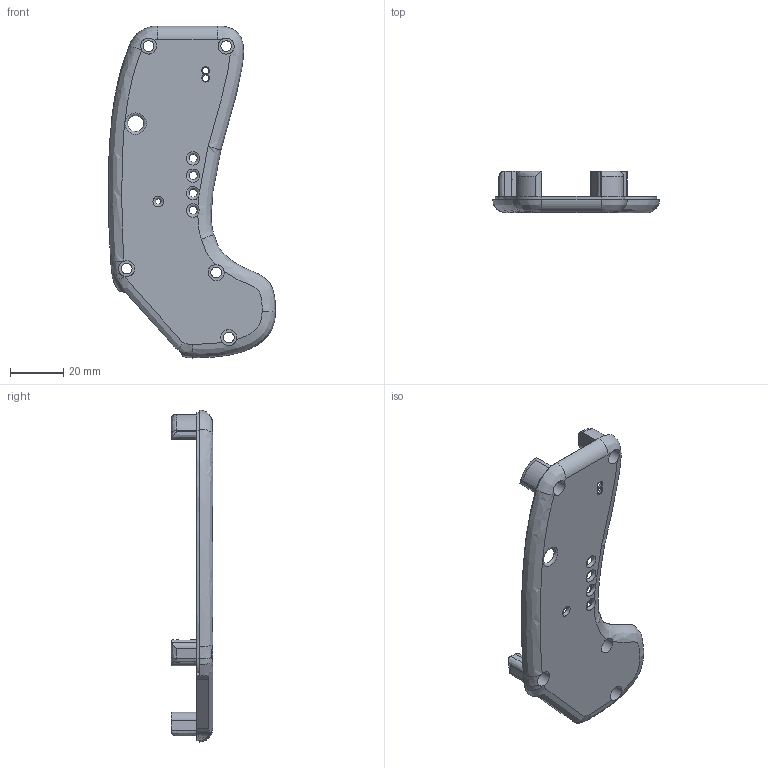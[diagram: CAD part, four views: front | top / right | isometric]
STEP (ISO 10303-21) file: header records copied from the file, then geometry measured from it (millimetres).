
FILE_DESCRIPTION(/* description */ (''),/* implementation_level */ '2;1');
FILE_NAME(/* name */ 'thumbwheelTop.step',/* time_stamp */ '2022-04-29T09:32:12+02:00',/* author */ (''),/* organization */ (''),/* preprocessor_version */ 'ST-DEVELOPER v18.1',/* originating_system */ 'Autodesk Translation Framework v10.14.0.1471',/* authorisation */ '');
FILE_SCHEMA (('AUTOMOTIVE_DESIGN { 1 0 10303 214 3 1 1 }'));
Length unit declared in the file: millimetre
Products named in the file (1): thumbwheelTop
Bounding box: 62.46 x 15.5 x 124.15 mm (x, y, z)
Volume: 8909.9 mm3; surface area: 15754.8 mm2
Topology: 1 solids, 1 shells, 164 faces, 443 edges, 279 vertices
Faces by surface type: bspline 86, plane 33, cylinder 32, torus 13
Full cylindrical faces by diameter (mm): 2.5 x2, 4 x5, 6 x5
Entity records: 9916 total; most frequent: CARTESIAN_POINT 6291, ORIENTED_EDGE 886, DIRECTION 517, EDGE_CURVE 443, VERTEX_POINT 279, B_SPLINE_CURVE_WITH_KNOTS 203, AXIS2_PLACEMENT_3D 199, EDGE_LOOP 188
